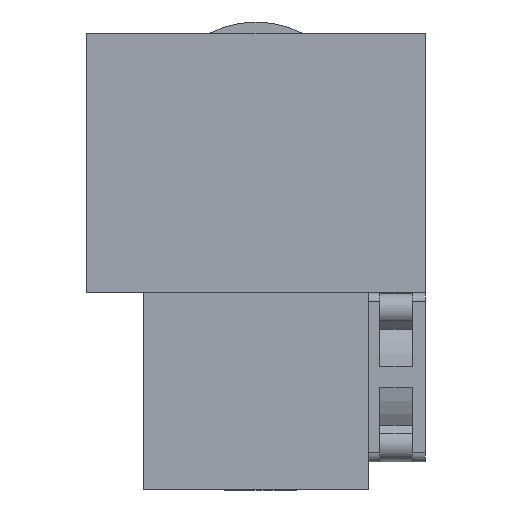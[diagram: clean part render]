
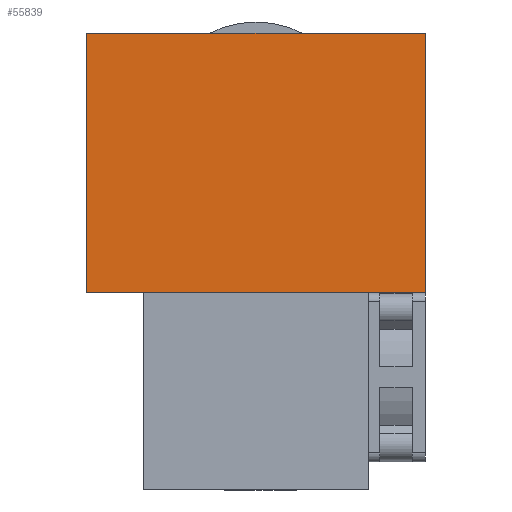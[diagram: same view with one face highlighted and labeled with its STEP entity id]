
A CAD part, front view. The second image highlights one B-rep face of the part: STEP entity #55839.
In plain terms, the highlighted planar face has unit normal (0, -1, 0).
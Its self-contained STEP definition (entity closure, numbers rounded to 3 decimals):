
#55741 = EDGE_CURVE('',#55742,#55744,#55746,.T.);
#55742 = VERTEX_POINT('',#55743);
#55743 = CARTESIAN_POINT('',(-30.,-15.,61.));
#55744 = VERTEX_POINT('',#55745);
#55745 = CARTESIAN_POINT('',(30.,-15.,61.));
#55746 = LINE('',#55747,#55748);
#55747 = CARTESIAN_POINT('',(-30.,-15.,61.));
#55748 = VECTOR('',#55749,1.);
#55749 = DIRECTION('',(1.,0.,0.));
#55814 = VERTEX_POINT('',#55815);
#55815 = CARTESIAN_POINT('',(30.,-15.,15.));
#55821 = EDGE_CURVE('',#55822,#55814,#55824,.T.);
#55822 = VERTEX_POINT('',#55823);
#55823 = CARTESIAN_POINT('',(-30.,-15.,15.));
#55824 = LINE('',#55825,#55826);
#55825 = CARTESIAN_POINT('',(-30.,-15.,15.));
#55826 = VECTOR('',#55827,1.);
#55827 = DIRECTION('',(1.,0.,0.));
#55839 = ADVANCED_FACE('',(#55840),#55856,.T.);
#55840 = FACE_BOUND('',#55841,.T.);
#55841 = EDGE_LOOP('',(#55842,#55843,#55849,#55850));
#55842 = ORIENTED_EDGE('',*,*,#55821,.T.);
#55843 = ORIENTED_EDGE('',*,*,#55844,.T.);
#55844 = EDGE_CURVE('',#55814,#55744,#55845,.T.);
#55845 = LINE('',#55846,#55847);
#55846 = CARTESIAN_POINT('',(30.,-15.,15.));
#55847 = VECTOR('',#55848,1.);
#55848 = DIRECTION('',(0.,0.,1.));
#55849 = ORIENTED_EDGE('',*,*,#55741,.F.);
#55850 = ORIENTED_EDGE('',*,*,#55851,.F.);
#55851 = EDGE_CURVE('',#55822,#55742,#55852,.T.);
#55852 = LINE('',#55853,#55854);
#55853 = CARTESIAN_POINT('',(-30.,-15.,15.));
#55854 = VECTOR('',#55855,1.);
#55855 = DIRECTION('',(0.,0.,1.));
#55856 = PLANE('',#55857);
#55857 = AXIS2_PLACEMENT_3D('',#55858,#55859,#55860);
#55858 = CARTESIAN_POINT('',(-30.,-15.,15.));
#55859 = DIRECTION('',(0.,-1.,0.));
#55860 = DIRECTION('',(0.,0.,1.));
